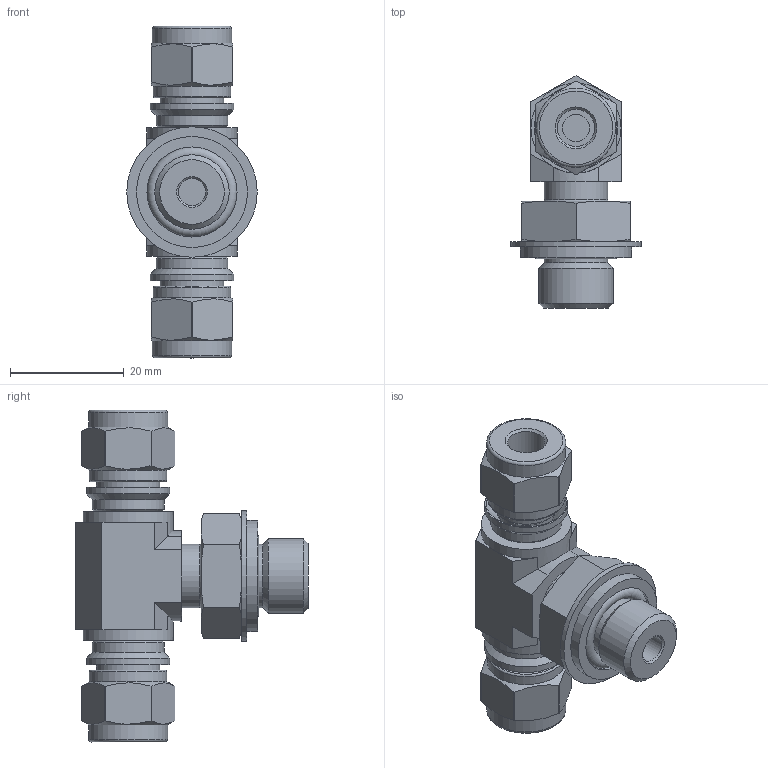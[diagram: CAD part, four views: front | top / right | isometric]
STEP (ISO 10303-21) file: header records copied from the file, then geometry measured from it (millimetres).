
FILE_DESCRIPTION(/* description */ (''),/* implementation_level */ '2;1');
FILE_NAME(/* name */ 'SPMBTI-4-4G.stp',/* time_stamp */ '2022-05-25T08:54:15+09:00',/* author */ ('user'),/* organization */ (''),/* preprocessor_version */ 'ST-DEVELOPER v18.1',/* originating_system */ 'Autodesk Inventor 2022',/* authorisation */ '');
FILE_SCHEMA (('AUTOMOTIVE_DESIGN { 1 0 10303 214 3 1 1 }'));
Length unit declared in the file: millimetre
Products named in the file (1): SPMBT-4-4G
Bounding box: 22.9 x 40.78 x 58.28 mm (x, y, z)
Volume: 13677.6 mm3; surface area: 7449.3 mm2
Topology: 1 solids, 1 shells, 135 faces, 310 edges, 197 vertices
Faces by surface type: plane 55, cylinder 43, cone 32, torus 5
Full cylindrical faces by diameter (mm): 4.826 x2, 4.83 x3, 6.55 x2, 9.4 x2, 10.1 x2, 11.1 x2, 11.113 x2, 12.6 x2, 13.057 x1, 13.6 x2, 13.9 x2, 14.6 x2, 15.8 x3, 19.5 x1, 22.9 x1
Entity records: 3825 total; most frequent: CARTESIAN_POINT 752, DIRECTION 662, ORIENTED_EDGE 620, EDGE_CURVE 310, AXIS2_PLACEMENT_3D 265, VERTEX_POINT 197, EDGE_LOOP 155, FACE_OUTER_BOUND 135
